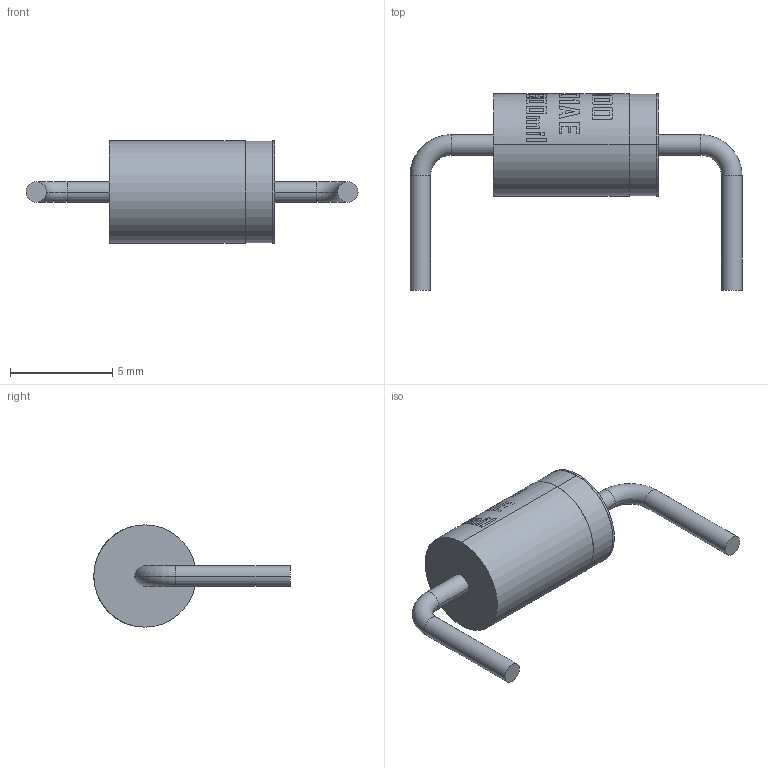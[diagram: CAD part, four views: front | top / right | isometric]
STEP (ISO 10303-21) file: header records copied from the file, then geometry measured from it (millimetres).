
FILE_DESCRIPTION (( 'STEP AP214' ), '1' );
FILE_NAME ('DO-201AE_Normal_600mil_rev1.0.STEP', '2023-03-16T21:30:34', ( '' ), ( '' ), 'SwSTEP 2.0', 'SolidWorks 2020', '' );
FILE_SCHEMA (( 'AUTOMOTIVE_DESIGN' ));
Length unit declared in the file: millimetre
Products named in the file (1): DO-201AE_Normal_600mil_rev1.0
Bounding box: 16.24 x 9.6 x 5 mm (x, y, z)
Volume: 174.7 mm3; surface area: 229.9 mm2
Topology: 1 solids, 1 shells, 65 faces, 358 edges, 340 vertices
Faces by surface type: cylinder 55, plane 6, torus 4
Entity records: 5343 total; most frequent: CARTESIAN_POINT 1602, ORIENTED_EDGE 716, DIRECTION 535, EDGE_CURVE 358, VERTEX_POINT 340, AXIS2_PLACEMENT_3D 204, CIRCLE 138, VECTOR 127
